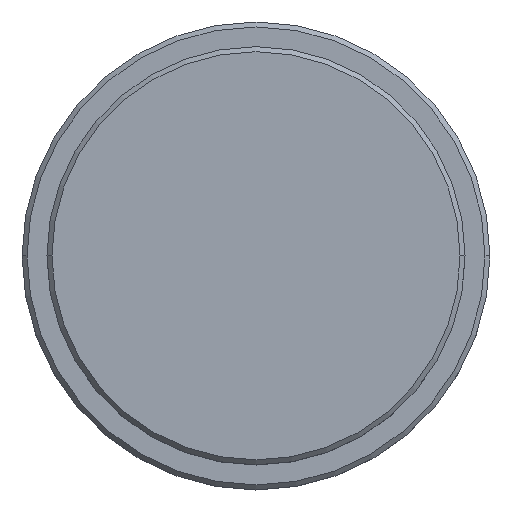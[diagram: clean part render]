
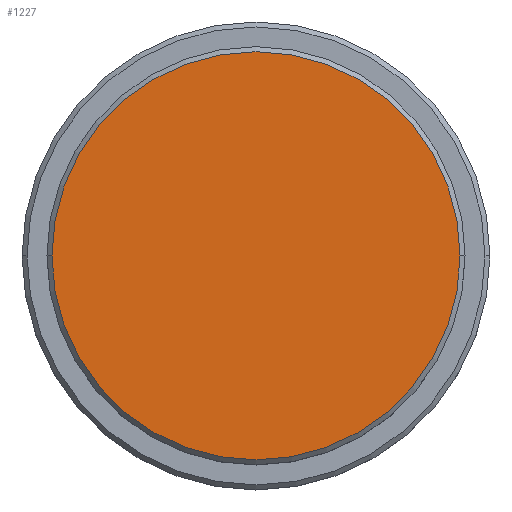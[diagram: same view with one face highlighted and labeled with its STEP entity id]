
A CAD part, top view. The second image highlights one B-rep face of the part: STEP entity #1227.
In plain terms, the highlighted planar face has unit normal (0, 0, 1).
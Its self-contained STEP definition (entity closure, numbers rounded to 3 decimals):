
#43 = CARTESIAN_POINT ( 'NONE',  ( -20.5, 0., 0. ) ) ;
#71 = CARTESIAN_POINT ( 'NONE',  ( 0., 0., 0. ) ) ;
#129 = VERTEX_POINT ( 'NONE', #43 ) ;
#378 = VERTEX_POINT ( 'NONE', #1367 ) ;
#510 = DIRECTION ( 'NONE',  ( 0., 0., 1. ) ) ;
#575 = ORIENTED_EDGE ( 'NONE', *, *, #661, .T. ) ;
#611 = CIRCLE ( 'NONE', #856, 20.5 ) ;
#656 = AXIS2_PLACEMENT_3D ( 'NONE', #71, #510, #938 ) ;
#661 = EDGE_CURVE ( 'NONE', #129, #378, #1009, .T. ) ;
#665 = EDGE_CURVE ( 'NONE', #378, #129, #611, .T. ) ;
#730 = CARTESIAN_POINT ( 'NONE',  ( 0., 0., 0. ) ) ;
#740 = DIRECTION ( 'NONE',  ( 0., 0., 1. ) ) ;
#741 = DIRECTION ( 'NONE',  ( 1., 0., 0. ) ) ;
#770 = EDGE_LOOP ( 'NONE', ( #575, #1300 ) ) ;
#830 = FACE_OUTER_BOUND ( 'NONE', #770, .T. ) ;
#838 = AXIS2_PLACEMENT_3D ( 'NONE', #1267, #740, #1408 ) ;
#856 = AXIS2_PLACEMENT_3D ( 'NONE', #730, #1282, #741 ) ;
#938 = DIRECTION ( 'NONE',  ( 1., 0., 0. ) ) ;
#962 = PLANE ( 'NONE',  #838 ) ;
#1009 = CIRCLE ( 'NONE', #656, 20.5 ) ;
#1227 = ADVANCED_FACE ( 'NONE', ( #830 ), #962, .T. ) ;
#1267 = CARTESIAN_POINT ( 'NONE',  ( 0., 0., 0. ) ) ;
#1282 = DIRECTION ( 'NONE',  ( 0., 0., 1. ) ) ;
#1300 = ORIENTED_EDGE ( 'NONE', *, *, #665, .T. ) ;
#1367 = CARTESIAN_POINT ( 'NONE',  ( 20.5, 0., 0. ) ) ;
#1408 = DIRECTION ( 'NONE',  ( 1., 0., 0. ) ) ;
